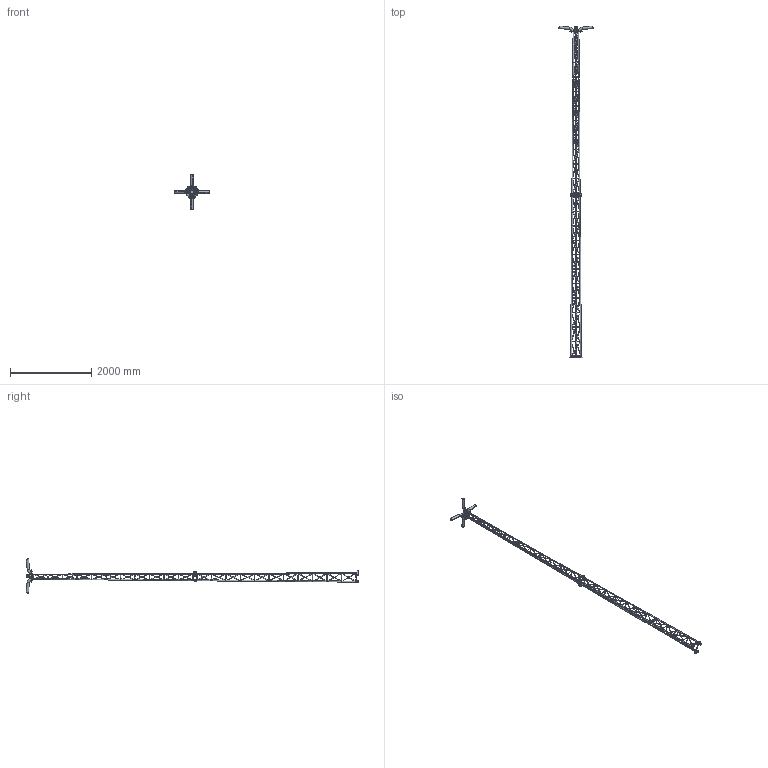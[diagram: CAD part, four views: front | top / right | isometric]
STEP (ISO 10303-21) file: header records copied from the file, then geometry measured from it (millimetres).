
FILE_DESCRIPTION (( 'STEP AP214' ), '1' );
FILE_NAME ('Zlozenie H=8 wieza Zerowatt 4 arms.STEP', '2025-02-21T14:21:15', ( '' ), ( '' ), 'SwSTEP 2.0', 'SolidWorks 2024', '' );
FILE_SCHEMA (( 'AUTOMOTIVE_DESIGN' ));
Length unit declared in the file: millimetre
Products named in the file (11): Zlozenie H=8 wieza Zerowatt 4 arms; hex nut gradec_din_Hexagon Nut ISO 4034 - M20 - N; Zlozenie luminary mount for h8 pole wersja 4 rury; wieza pod oswietlenie H=8m upper; wieza pod oswietlenie H=8m bottom; Nadstawka slup 4 luminaries; hex flange nut_din_Hexagon Flange Nut DIN 6923 - M8 - N; Pierscien dociskowy; socket head cap screw fine_din_DIN 912 M8x1 x 30 --- 30N; Kolano hamburskie 60,3 - luminary; high strength hex head bolt_din_DIN 6914 - M20 x 60 x 31-N
Assembly tree (48 placements, depth 3):
  Zlozenie H=8 wieza Zerowatt 4 arms
    wieza pod oswietlenie H=8m bottom
    wieza pod oswietlenie H=8m upper
    Zlozenie luminary mount for h8 pole wersja 4 rury
      Nadstawka slup 4 luminaries
      Kolano hamburskie 60,3 - luminary  x4
      Pierscien dociskowy  x4
      socket head cap screw fine_din_DIN 912 M8x1 x 30 --- 30N  x12
      hex flange nut_din_Hexagon Flange Nut DIN 6923 - M8 - N  x12
    high strength hex head bolt_din_DIN 6914 - M20 x 60 x 31-N  x6
    hex nut gradec_din_Hexagon Nut ISO 4034 - M20 - N  x6
Bounding box: 842.03 x 8166.1 x 842 mm (x, y, z)
Volume: 15119048.3 mm3; surface area: 3988673.4 mm2
Topology: 198 solids, 198 shells, 2070 faces, 4225 edges, 2574 vertices
Faces by surface type: cylinder 1065, plane 497, cone 336, torus 100, bspline 72
Entity records: 63685 total; most frequent: CARTESIAN_POINT 41404, ORIENTED_EDGE 4034, DIRECTION 3789, EDGE_CURVE 2017, AXIS2_PLACEMENT_3D 1532, VERTEX_POINT 1305, EDGE_LOOP 1166, ADVANCED_FACE 1046
